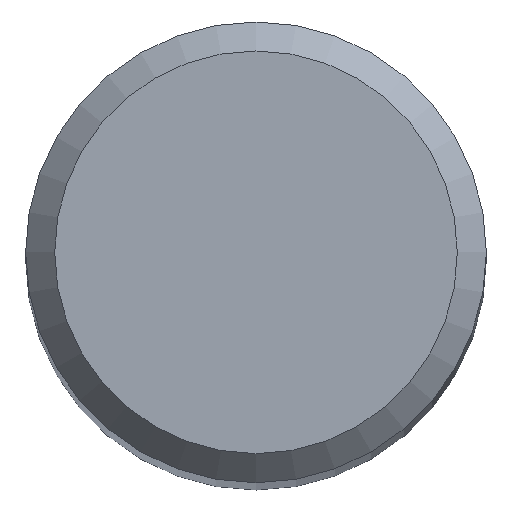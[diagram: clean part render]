
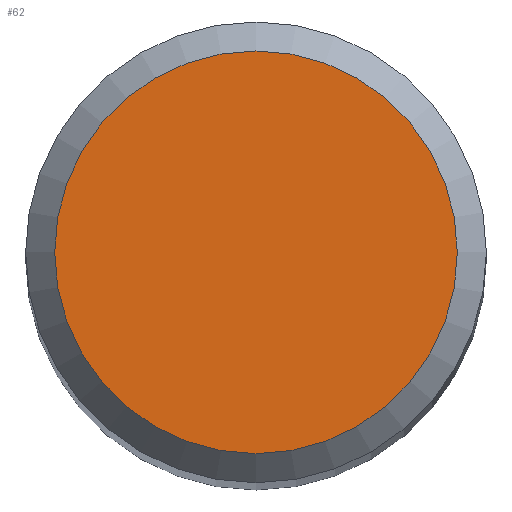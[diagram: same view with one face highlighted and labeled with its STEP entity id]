
A CAD part, top view. The second image highlights one B-rep face of the part: STEP entity #62.
In plain terms, the highlighted planar face has unit normal (0, 0, 1).
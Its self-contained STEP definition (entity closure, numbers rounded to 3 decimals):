
#47=FACE_OUTER_BOUND('',#117,.T.);
#49=PLANE('',#270);
#62=ADVANCED_FACE('',(#47),#49,.F.);
#117=EDGE_LOOP('',(#149));
#149=ORIENTED_EDGE('',*,*,#196,.F.);
#179=VERTEX_POINT('',#391);
#196=EDGE_CURVE('',#179,#179,#212,.T.);
#212=CIRCLE('',#269,6.935);
#269=AXIS2_PLACEMENT_3D('',#390,#319,#320);
#270=AXIS2_PLACEMENT_3D('',#392,#321,#322);
#319=DIRECTION('',(0.,0.,-1.));
#320=DIRECTION('',(1.,0.,0.));
#321=DIRECTION('',(0.,0.,-1.));
#322=DIRECTION('',(1.,0.,0.));
#390=CARTESIAN_POINT('',(0.,0.,0.));
#391=CARTESIAN_POINT('',(6.935,0.,0.));
#392=CARTESIAN_POINT('',(0.,0.,0.));
